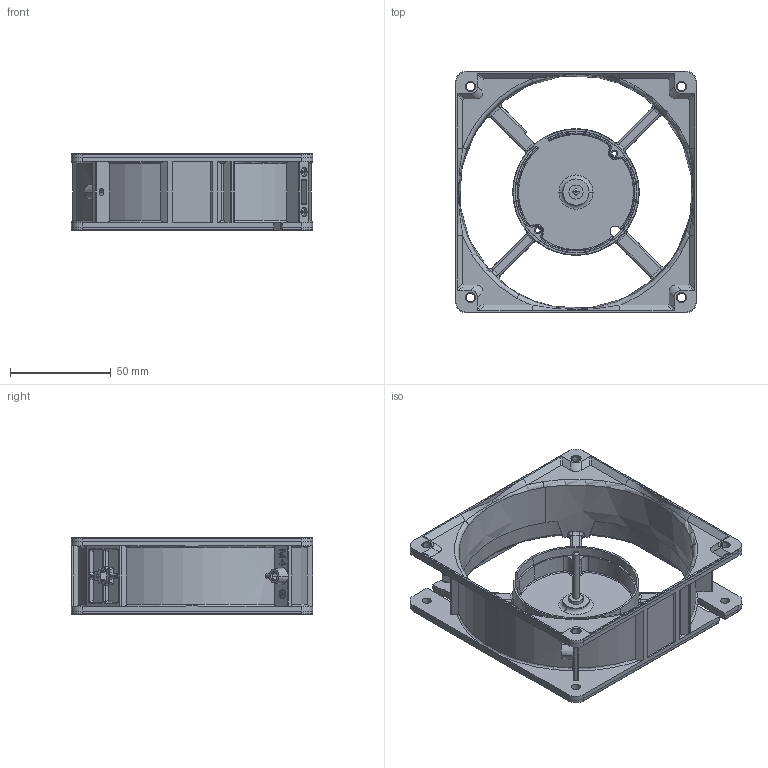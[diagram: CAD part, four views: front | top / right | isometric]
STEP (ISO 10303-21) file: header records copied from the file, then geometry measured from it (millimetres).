
FILE_DESCRIPTION (( 'STEP AP203' ), '1' );
FILE_NAME ('OA109AP_m4_frame.stp', '2023-09-19T15:09:24', ( '' ), ( '' ), 'SwSTEP 2.0', 'SolidWorks 2018', '' );
FILE_SCHEMA (( 'CONFIG_CONTROL_DESIGN' ));
Length unit declared in the file: millimetre
Products named in the file (1): OA109AP_m4_frame
Bounding box: 120 x 120 x 38 mm (x, y, z)
Volume: 50483.9 mm3; surface area: 59303 mm2
Topology: 1 solids, 1 shells, 1065 faces, 2851 edges, 1830 vertices
Faces by surface type: plane 631, cylinder 224, bspline 84, cone 69, torus 57
Entity records: 41519 total; most frequent: CARTESIAN_POINT 16043, ORIENTED_EDGE 5694, DIRECTION 4642, EDGE_CURVE 2847, VERTEX_POINT 1830, VECTOR 1782, LINE 1782, AXIS2_PLACEMENT_3D 1430
